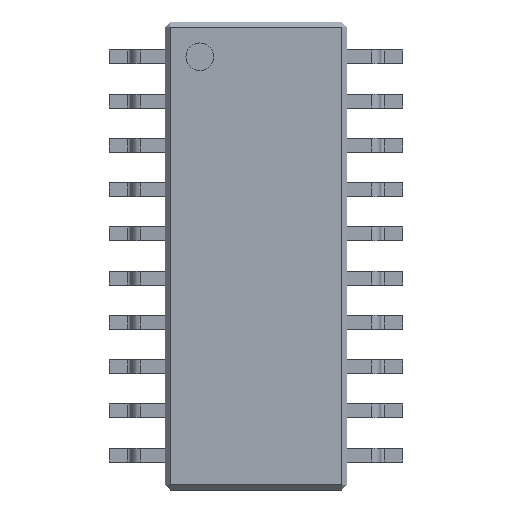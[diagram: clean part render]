
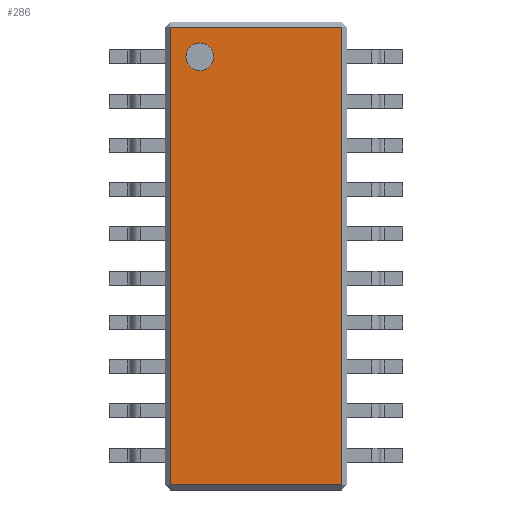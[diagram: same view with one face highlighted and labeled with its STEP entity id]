
A CAD part, top view. The second image highlights one B-rep face of the part: STEP entity #286.
In plain terms, the highlighted planar face has unit normal (0, 0, 1).
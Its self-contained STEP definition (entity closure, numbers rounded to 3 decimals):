
#13=DIRECTION('',(0.,0.,1.));
#14=DIRECTION('',(1.,0.,0.));
#83=VECTOR('',#84,1.);
#84=DIRECTION('',(0.,1.,0.));
#158=VERTEX_POINT('',#159);
#159=CARTESIAN_POINT('',(-2.46,-6.565,1.4));
#166=VERTEX_POINT('',#167);
#167=CARTESIAN_POINT('',(-2.46,6.565,1.4));
#172=ORIENTED_EDGE('',*,*,#173,.F.);
#173=EDGE_CURVE('',#158,#166,#174,.T.);
#174=LINE('',#175,#83);
#175=CARTESIAN_POINT('',(-2.46,-6.715,1.4));
#243=VECTOR('',#14,1.);
#286=ADVANCED_FACE('',(#287,#305),#314,.T.);
#287=FACE_BOUND('',#288,.T.);
#288=EDGE_LOOP('',(#172,#289,#295,#301));
#289=ORIENTED_EDGE('',*,*,#290,.T.);
#290=EDGE_CURVE('',#158,#291,#293,.T.);
#291=VERTEX_POINT('',#292);
#292=CARTESIAN_POINT('',(2.46,-6.565,1.4));
#293=LINE('',#294,#243);
#294=CARTESIAN_POINT('',(-2.61,-6.565,1.4));
#295=ORIENTED_EDGE('',*,*,#296,.T.);
#296=EDGE_CURVE('',#291,#297,#299,.T.);
#297=VERTEX_POINT('',#298);
#298=CARTESIAN_POINT('',(2.46,6.565,1.4));
#299=LINE('',#300,#83);
#300=CARTESIAN_POINT('',(2.46,-6.715,1.4));
#301=ORIENTED_EDGE('',*,*,#302,.F.);
#302=EDGE_CURVE('',#166,#297,#303,.T.);
#303=LINE('',#304,#243);
#304=CARTESIAN_POINT('',(-2.61,6.565,1.4));
#305=FACE_BOUND('',#306,.T.);
#306=EDGE_LOOP('',(#307));
#307=ORIENTED_EDGE('',*,*,#308,.F.);
#308=EDGE_CURVE('',#309,#309,#311,.T.);
#309=VERTEX_POINT('',#310);
#310=CARTESIAN_POINT('',(-1.21,5.715,1.4));
#311=CIRCLE('',#312,0.4);
#312=AXIS2_PLACEMENT_3D('',#313,#13,#14);
#313=CARTESIAN_POINT('',(-1.61,5.715,1.4));
#314=PLANE('',#315);
#315=AXIS2_PLACEMENT_3D('',#316,#13,#14);
#316=CARTESIAN_POINT('',(-2.61,-6.715,1.4));
